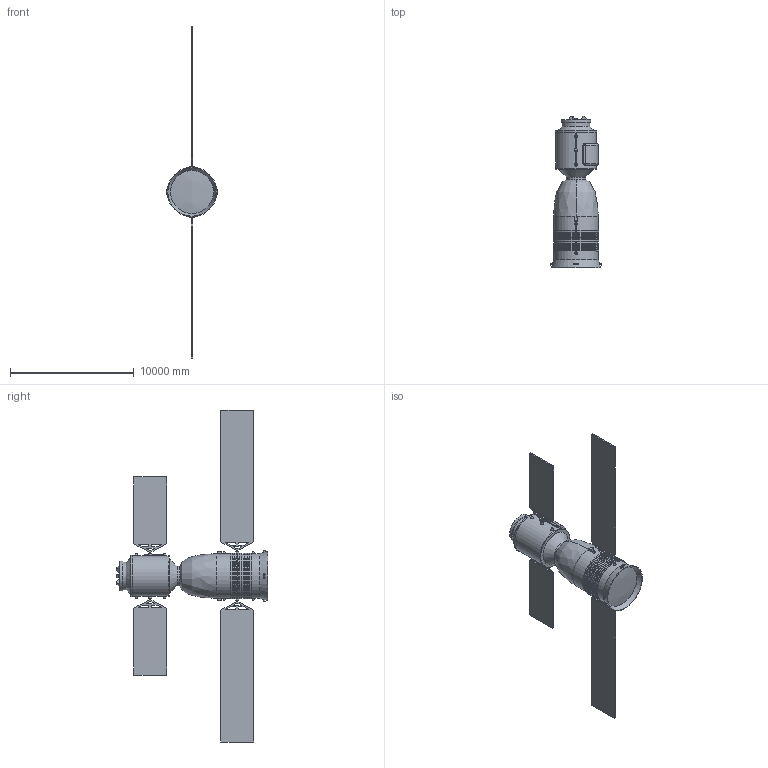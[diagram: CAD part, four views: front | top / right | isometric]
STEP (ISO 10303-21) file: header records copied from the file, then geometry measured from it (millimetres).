
FILE_DESCRIPTION(('Open CASCADE Model'),'2;1');
FILE_NAME('Open CASCADE Shape Model','2024-02-01T18:03:10',('Author'),( 'Open CASCADE'),'Open CASCADE STEP processor 7.5','Open CASCADE 7.5' ,'Unknown');
FILE_SCHEMA(('AUTOMOTIVE_DESIGN { 1 0 10303 214 1 1 1 1 }'));
Length unit declared in the file: metre
Products named in the file (1): Open CASCADE STEP translator 7.5 1
Bounding box: 4150 x 12210 x 26800 mm (x, y, z)
Volume: 109160577003 mm3; surface area: 355982591.1 mm2
Topology: 1 solids, 1 shells, 248 faces, 561 edges, 360 vertices
Faces by surface type: plane 171, cylinder 41, cone 27, sphere 5, revolution 2, torus 2
Full cylindrical faces by diameter (mm): 120 x4, 250 x4, 1560 x1, 2220 x1, 2400 x1, 3300 x1, 3350 x2, 3600 x9, 3710 x9
Entity records: 20078 total; most frequent: CARTESIAN_POINT 8726, DIRECTION 2063, LINE 1234, VECTOR 1234, ORIENTED_EDGE 1122, PCURVE 1122, DEFINITIONAL_REPRESENTATION 1122, EDGE_CURVE 561
